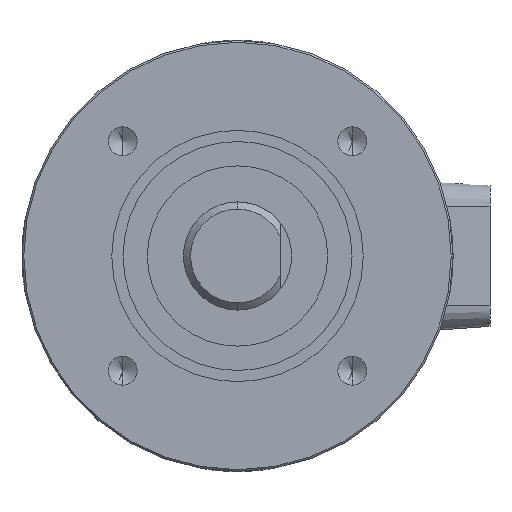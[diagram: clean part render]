
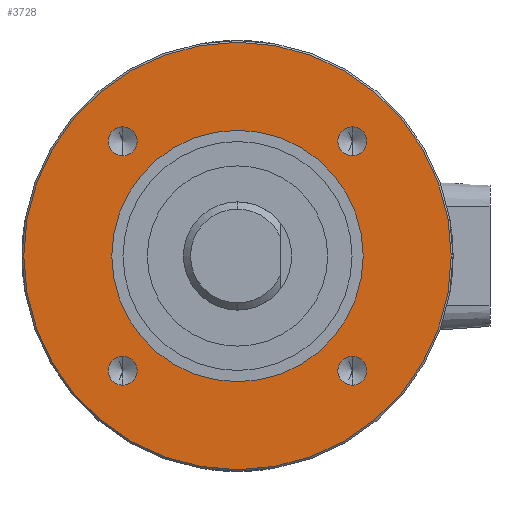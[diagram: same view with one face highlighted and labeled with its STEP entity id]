
A CAD part, front view. The second image highlights one B-rep face of the part: STEP entity #3728.
In plain terms, the highlighted planar face has unit normal (0, -1, 0).
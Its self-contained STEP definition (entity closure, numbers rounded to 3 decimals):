
#257 = DIRECTION ( 'NONE',  ( 0., 0., -1. ) ) ;
#344 = EDGE_CURVE ( 'NONE', #7857, #1508, #8139, .T. ) ;
#464 = DIRECTION ( 'NONE',  ( 0., -1., 0. ) ) ;
#770 = EDGE_CURVE ( 'NONE', #10003, #3149, #7917, .T. ) ;
#931 = VERTEX_POINT ( 'NONE', #14458 ) ;
#1279 = CIRCLE ( 'NONE', #5014, 0.8 ) ;
#1293 = CIRCLE ( 'NONE', #3594, 6.97 ) ;
#1508 = VERTEX_POINT ( 'NONE', #10755 ) ;
#1532 = CARTESIAN_POINT ( 'NONE',  ( 0., -33.8, 11.85 ) ) ;
#1746 = CIRCLE ( 'NONE', #13567, 0.8 ) ;
#1905 = CARTESIAN_POINT ( 'NONE',  ( -6.364, -33.8, 6.364 ) ) ;
#1915 = ORIENTED_EDGE ( 'NONE', *, *, #5952, .F. ) ;
#1964 = FACE_BOUND ( 'NONE', #4601, .T. ) ;
#2130 = DIRECTION ( 'NONE',  ( 0., -1., 0. ) ) ;
#2297 = CARTESIAN_POINT ( 'NONE',  ( 6.364, -33.8, -7.164 ) ) ;
#2318 = DIRECTION ( 'NONE',  ( 0., 0., -1. ) ) ;
#2330 = CARTESIAN_POINT ( 'NONE',  ( -6.364, -33.8, -7.164 ) ) ;
#2371 = CARTESIAN_POINT ( 'NONE',  ( 0., -33.8, 0. ) ) ;
#2392 = EDGE_LOOP ( 'NONE', ( #14898, #6996 ) ) ;
#2562 = EDGE_CURVE ( 'NONE', #14178, #7845, #5636, .T. ) ;
#2977 = AXIS2_PLACEMENT_3D ( 'NONE', #2371, #3710, #11510 ) ;
#3068 = AXIS2_PLACEMENT_3D ( 'NONE', #1905, #8250, #13551 ) ;
#3149 = VERTEX_POINT ( 'NONE', #9439 ) ;
#3200 = DIRECTION ( 'NONE',  ( 0., -1., 0. ) ) ;
#3236 = DIRECTION ( 'NONE',  ( 0., -1., 0. ) ) ;
#3594 = AXIS2_PLACEMENT_3D ( 'NONE', #6860, #464, #14655 ) ;
#3710 = DIRECTION ( 'NONE',  ( 0., -1., 0. ) ) ;
#3728 = ADVANCED_FACE ( 'NONE', ( #8431, #1964, #11260, #15674, #12254, #13864 ), #13846, .T. ) ;
#3790 = VERTEX_POINT ( 'NONE', #2297 ) ;
#3818 = DIRECTION ( 'NONE',  ( 0., 0., -1. ) ) ;
#4005 = CARTESIAN_POINT ( 'NONE',  ( 0., -33.8, -11.85 ) ) ;
#4134 = ORIENTED_EDGE ( 'NONE', *, *, #2562, .F. ) ;
#4328 = CARTESIAN_POINT ( 'NONE',  ( 0., -33.8, 0. ) ) ;
#4415 = EDGE_LOOP ( 'NONE', ( #6949, #4902 ) ) ;
#4521 = AXIS2_PLACEMENT_3D ( 'NONE', #7315, #6076, #7438 ) ;
#4601 = EDGE_LOOP ( 'NONE', ( #11015, #1915 ) ) ;
#4902 = ORIENTED_EDGE ( 'NONE', *, *, #7501, .T. ) ;
#5014 = AXIS2_PLACEMENT_3D ( 'NONE', #9927, #2130, #16292 ) ;
#5099 = DIRECTION ( 'NONE',  ( 0., -1., 0. ) ) ;
#5123 = CARTESIAN_POINT ( 'NONE',  ( 0., -33.8, 0. ) ) ;
#5143 = CARTESIAN_POINT ( 'NONE',  ( 6.364, -33.8, -6.364 ) ) ;
#5203 = AXIS2_PLACEMENT_3D ( 'NONE', #13735, #6028, #12383 ) ;
#5329 = CARTESIAN_POINT ( 'NONE',  ( -6.364, -33.8, 6.364 ) ) ;
#5546 = VERTEX_POINT ( 'NONE', #2330 ) ;
#5572 = AXIS2_PLACEMENT_3D ( 'NONE', #16149, #3236, #5949 ) ;
#5636 = CIRCLE ( 'NONE', #4521, 0.8 ) ;
#5694 = EDGE_CURVE ( 'NONE', #3149, #10003, #1293, .T. ) ;
#5753 = AXIS2_PLACEMENT_3D ( 'NONE', #5143, #5099, #11477 ) ;
#5949 = DIRECTION ( 'NONE',  ( 0., 0., -1. ) ) ;
#5952 = EDGE_CURVE ( 'NONE', #931, #5546, #7960, .T. ) ;
#6028 = DIRECTION ( 'NONE',  ( 0., -1., 0. ) ) ;
#6076 = DIRECTION ( 'NONE',  ( 0., -1., 0. ) ) ;
#6157 = EDGE_CURVE ( 'NONE', #7845, #14178, #1279, .T. ) ;
#6230 = CARTESIAN_POINT ( 'NONE',  ( -6.364, -33.8, -6.364 ) ) ;
#6334 = CARTESIAN_POINT ( 'NONE',  ( 6.364, -33.8, 5.564 ) ) ;
#6374 = EDGE_CURVE ( 'NONE', #7172, #12448, #12750, .T. ) ;
#6640 = DIRECTION ( 'NONE',  ( 0., -1., 0. ) ) ;
#6860 = CARTESIAN_POINT ( 'NONE',  ( 0., -33.8, 0. ) ) ;
#6949 = ORIENTED_EDGE ( 'NONE', *, *, #6374, .T. ) ;
#6996 = ORIENTED_EDGE ( 'NONE', *, *, #14134, .F. ) ;
#7172 = VERTEX_POINT ( 'NONE', #1532 ) ;
#7200 = ORIENTED_EDGE ( 'NONE', *, *, #5694, .F. ) ;
#7315 = CARTESIAN_POINT ( 'NONE',  ( 6.364, -33.8, 6.364 ) ) ;
#7357 = CARTESIAN_POINT ( 'NONE',  ( 0., -33.8, -6.97 ) ) ;
#7438 = DIRECTION ( 'NONE',  ( 0., 0., -1. ) ) ;
#7501 = EDGE_CURVE ( 'NONE', #12448, #7172, #7711, .T. ) ;
#7570 = EDGE_CURVE ( 'NONE', #1508, #7857, #12916, .T. ) ;
#7711 = CIRCLE ( 'NONE', #16367, 11.85 ) ;
#7845 = VERTEX_POINT ( 'NONE', #11705 ) ;
#7857 = VERTEX_POINT ( 'NONE', #10309 ) ;
#7874 = EDGE_LOOP ( 'NONE', ( #10607, #15891 ) ) ;
#7917 = CIRCLE ( 'NONE', #2977, 6.97 ) ;
#7960 = CIRCLE ( 'NONE', #9651, 0.8 ) ;
#8078 = EDGE_CURVE ( 'NONE', #5546, #931, #9295, .T. ) ;
#8139 = CIRCLE ( 'NONE', #9687, 0.8 ) ;
#8250 = DIRECTION ( 'NONE',  ( 0., -1., 0. ) ) ;
#8431 = FACE_BOUND ( 'NONE', #2392, .T. ) ;
#8695 = AXIS2_PLACEMENT_3D ( 'NONE', #5123, #14026, #3818 ) ;
#8725 = CARTESIAN_POINT ( 'NONE',  ( 6.364, -33.8, -6.364 ) ) ;
#9287 = EDGE_CURVE ( 'NONE', #3790, #15662, #1746, .T. ) ;
#9295 = CIRCLE ( 'NONE', #5572, 0.8 ) ;
#9439 = CARTESIAN_POINT ( 'NONE',  ( 0., -33.8, 6.97 ) ) ;
#9478 = EDGE_LOOP ( 'NONE', ( #7200, #12799 ) ) ;
#9651 = AXIS2_PLACEMENT_3D ( 'NONE', #6230, #12517, #2318 ) ;
#9687 = AXIS2_PLACEMENT_3D ( 'NONE', #5329, #6640, #257 ) ;
#9927 = CARTESIAN_POINT ( 'NONE',  ( 6.364, -33.8, 6.364 ) ) ;
#10003 = VERTEX_POINT ( 'NONE', #7357 ) ;
#10309 = CARTESIAN_POINT ( 'NONE',  ( -6.364, -33.8, 7.164 ) ) ;
#10579 = EDGE_LOOP ( 'NONE', ( #4134, #14496 ) ) ;
#10607 = ORIENTED_EDGE ( 'NONE', *, *, #7570, .F. ) ;
#10755 = CARTESIAN_POINT ( 'NONE',  ( -6.364, -33.8, 5.564 ) ) ;
#10885 = DIRECTION ( 'NONE',  ( 0., 0., -1. ) ) ;
#11015 = ORIENTED_EDGE ( 'NONE', *, *, #8078, .F. ) ;
#11260 = FACE_BOUND ( 'NONE', #7874, .T. ) ;
#11477 = DIRECTION ( 'NONE',  ( 0., 0., -1. ) ) ;
#11510 = DIRECTION ( 'NONE',  ( 0., 0., -1. ) ) ;
#11705 = CARTESIAN_POINT ( 'NONE',  ( 6.364, -33.8, 7.164 ) ) ;
#12108 = CIRCLE ( 'NONE', #5753, 0.8 ) ;
#12254 = FACE_BOUND ( 'NONE', #9478, .T. ) ;
#12383 = DIRECTION ( 'NONE',  ( 0., 0., -1. ) ) ;
#12448 = VERTEX_POINT ( 'NONE', #4005 ) ;
#12517 = DIRECTION ( 'NONE',  ( 0., -1., 0. ) ) ;
#12750 = CIRCLE ( 'NONE', #8695, 11.85 ) ;
#12799 = ORIENTED_EDGE ( 'NONE', *, *, #770, .F. ) ;
#12916 = CIRCLE ( 'NONE', #3068, 0.8 ) ;
#13551 = DIRECTION ( 'NONE',  ( 0., 0., -1. ) ) ;
#13567 = AXIS2_PLACEMENT_3D ( 'NONE', #8725, #15313, #16615 ) ;
#13735 = CARTESIAN_POINT ( 'NONE',  ( 0., -33.8, 0. ) ) ;
#13846 = PLANE ( 'NONE',  #5203 ) ;
#13864 = FACE_OUTER_BOUND ( 'NONE', #4415, .T. ) ;
#14026 = DIRECTION ( 'NONE',  ( 0., -1., 0. ) ) ;
#14134 = EDGE_CURVE ( 'NONE', #15662, #3790, #12108, .T. ) ;
#14178 = VERTEX_POINT ( 'NONE', #6334 ) ;
#14458 = CARTESIAN_POINT ( 'NONE',  ( -6.364, -33.8, -5.564 ) ) ;
#14496 = ORIENTED_EDGE ( 'NONE', *, *, #6157, .F. ) ;
#14655 = DIRECTION ( 'NONE',  ( 0., 0., -1. ) ) ;
#14898 = ORIENTED_EDGE ( 'NONE', *, *, #9287, .F. ) ;
#15005 = CARTESIAN_POINT ( 'NONE',  ( 6.364, -33.8, -5.564 ) ) ;
#15313 = DIRECTION ( 'NONE',  ( 0., -1., 0. ) ) ;
#15662 = VERTEX_POINT ( 'NONE', #15005 ) ;
#15674 = FACE_BOUND ( 'NONE', #10579, .T. ) ;
#15891 = ORIENTED_EDGE ( 'NONE', *, *, #344, .F. ) ;
#16149 = CARTESIAN_POINT ( 'NONE',  ( -6.364, -33.8, -6.364 ) ) ;
#16292 = DIRECTION ( 'NONE',  ( 0., 0., -1. ) ) ;
#16367 = AXIS2_PLACEMENT_3D ( 'NONE', #4328, #3200, #10885 ) ;
#16615 = DIRECTION ( 'NONE',  ( 0., 0., -1. ) ) ;
